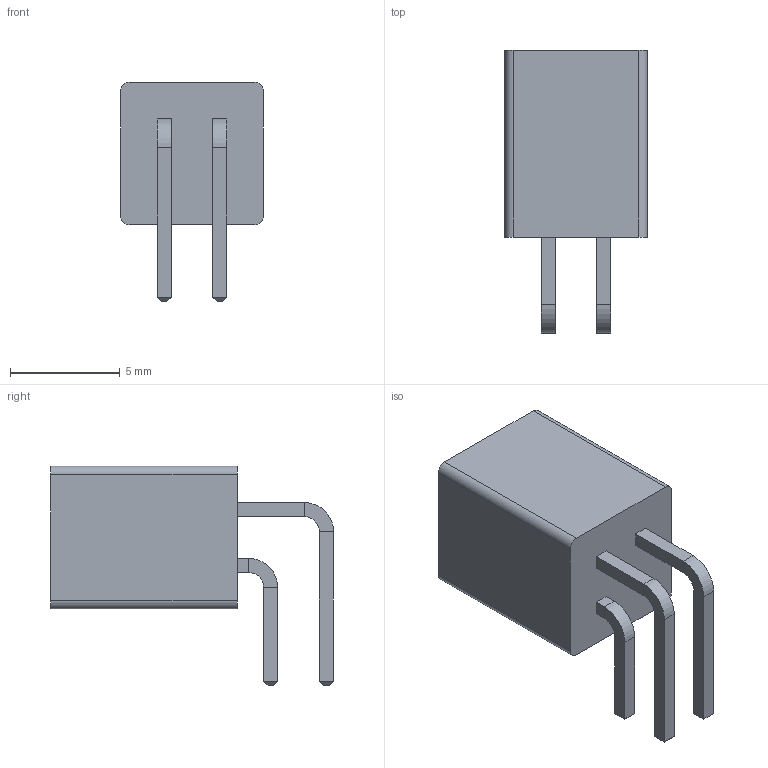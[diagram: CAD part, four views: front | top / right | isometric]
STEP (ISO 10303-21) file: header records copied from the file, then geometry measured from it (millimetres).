
FILE_DESCRIPTION(('FreeCAD Model'),'2;1');
FILE_NAME('Fusion.step', '2021-08-23T22:05:06',('kicad StepUp'),('ksu MCAD'), 'Open CASCADE STEP processor 7.3','FreeCAD','Unknown');
FILE_SCHEMA(('AUTOMOTIVE_DESIGN { 1 0 10303 214 1 1 1 1 }'));
Length unit declared in the file: millimetre
Products named in the file (1): Fusion
Bounding box: 6.5 x 12.88 x 10 mm (x, y, z)
Volume: 372.7 mm3; surface area: 391.2 mm2
Topology: 1 solids, 1 shells, 78 faces, 168 edges, 96 vertices
Faces by surface type: plane 66, cylinder 12
Entity records: 2591 total; most frequent: DIRECTION 350, CARTESIAN_POINT 343, ORIENTED_EDGE 336, EDGE_CURVE 168, LINE 144, VECTOR 144, AXIS2_PLACEMENT_3D 103, VERTEX_POINT 96
